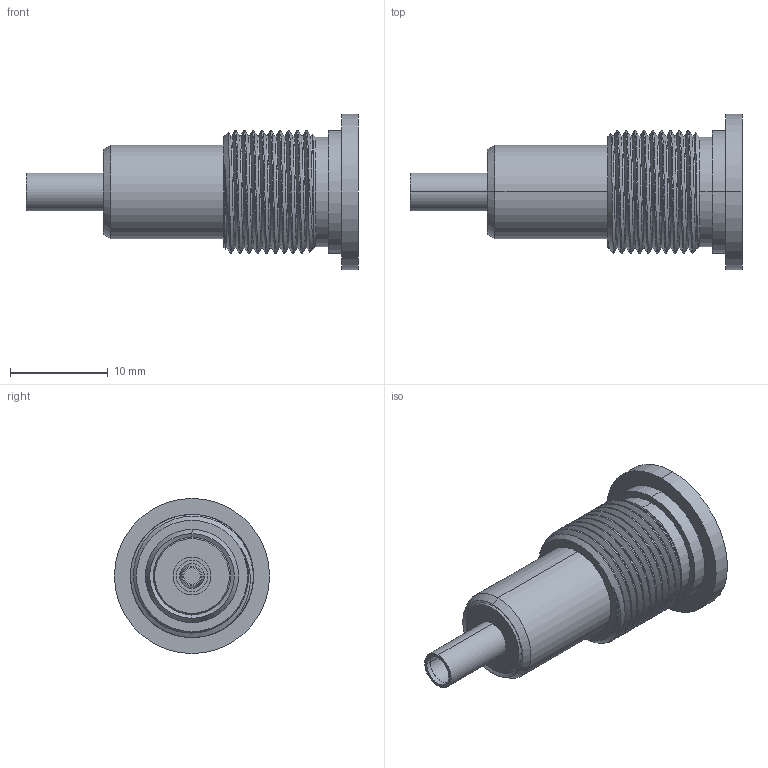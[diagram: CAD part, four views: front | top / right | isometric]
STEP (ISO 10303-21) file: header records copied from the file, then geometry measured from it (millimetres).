
FILE_DESCRIPTION((''),'2;1');
FILE_NAME('531-40088_ASM_SW0001','2019-09-18T',('Vijayaragavan'),(''),'CREO PARAMETRIC BY PTC INC, 2018360','CREO PARAMETRIC BY PTC INC, 2018360','');
FILE_SCHEMA(('CONFIG_CONTROL_DESIGN'));
Length unit declared in the file: millimetre
Products named in the file (1): 531-40088_ASM_SW0001
Bounding box: 33.96 x 15.88 x 15.88 mm (x, y, z)
Volume: 1781.2 mm3; surface area: 2042.7 mm2
Topology: 1 solids, 1 shells, 70 faces, 176 edges, 116 vertices
Faces by surface type: cylinder 40, cone 14, plane 11, bspline 3, sphere 2
Entity records: 6635 total; most frequent: CARTESIAN_POINT 4963, ORIENTED_EDGE 348, DIRECTION 325, EDGE_CURVE 174, AXIS2_PLACEMENT_3D 136, VERTEX_POINT 116, EDGE_LOOP 80, FACE_OUTER_BOUND 70
